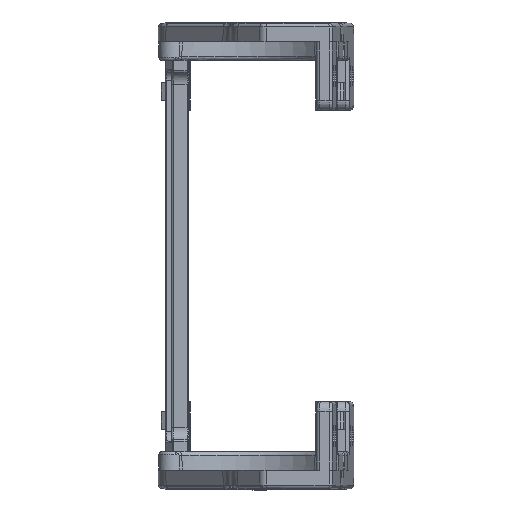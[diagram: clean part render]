
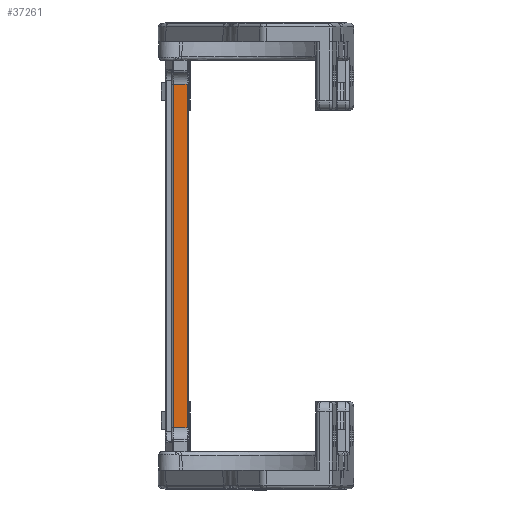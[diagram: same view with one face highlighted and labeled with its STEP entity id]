
A CAD part, left-side view. The second image highlights one B-rep face of the part: STEP entity #37261.
In plain terms, the highlighted planar face has unit normal (-1, 0, 0).
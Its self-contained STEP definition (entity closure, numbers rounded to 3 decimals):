
#1507 = DIRECTION ( 'NONE',  ( 0., 0., 1. ) ) ;
#7074 = FACE_OUTER_BOUND ( 'NONE', #7391, .T. ) ;
#7391 = EDGE_LOOP ( 'NONE', ( #65523, #79444, #73698, #76090 ) ) ;
#14425 = CARTESIAN_POINT ( 'NONE',  ( -141.824, 197.704, 6.147 ) ) ;
#18106 = DIRECTION ( 'NONE',  ( 0., 1., 0. ) ) ;
#18407 = EDGE_CURVE ( 'NONE', #24264, #63687, #57477, .T. ) ;
#20115 = VECTOR ( 'NONE', #1507, 1000. ) ;
#24264 = VERTEX_POINT ( 'NONE', #78640 ) ;
#24646 = EDGE_CURVE ( 'NONE', #63687, #36127, #35824, .T. ) ;
#24938 = EDGE_CURVE ( 'NONE', #68299, #24264, #32377, .T. ) ;
#28263 = EDGE_CURVE ( 'NONE', #68299, #36127, #85716, .T. ) ;
#32377 = LINE ( 'NONE', #36900, #20115 ) ;
#35824 = LINE ( 'NONE', #90350, #49280 ) ;
#36127 = VERTEX_POINT ( 'NONE', #14425 ) ;
#36900 = CARTESIAN_POINT ( 'NONE',  ( -141.824, 193.216, 117.647 ) ) ;
#37261 = ADVANCED_FACE ( 'NONE', ( #7074 ), #58921, .T. ) ;
#42906 = CARTESIAN_POINT ( 'NONE',  ( -141.824, 197.704, 116.847 ) ) ;
#43985 = CARTESIAN_POINT ( 'NONE',  ( -141.824, 98.254, 23.297 ) ) ;
#48380 = AXIS2_PLACEMENT_3D ( 'NONE', #43985, #73324, #51143 ) ;
#49280 = VECTOR ( 'NONE', #89724, 1000. ) ;
#51143 = DIRECTION ( 'NONE',  ( 0., 0., 1. ) ) ;
#57477 = LINE ( 'NONE', #90175, #59740 ) ;
#58921 = PLANE ( 'NONE',  #48380 ) ;
#59740 = VECTOR ( 'NONE', #82651, 1000. ) ;
#60910 = CARTESIAN_POINT ( 'NONE',  ( -141.824, 98.254, 6.147 ) ) ;
#63687 = VERTEX_POINT ( 'NONE', #42906 ) ;
#65523 = ORIENTED_EDGE ( 'NONE', *, *, #24646, .T. ) ;
#68299 = VERTEX_POINT ( 'NONE', #74507 ) ;
#73324 = DIRECTION ( 'NONE',  ( -1., 0., 0. ) ) ;
#73698 = ORIENTED_EDGE ( 'NONE', *, *, #24938, .T. ) ;
#74507 = CARTESIAN_POINT ( 'NONE',  ( -141.824, 193.216, 6.147 ) ) ;
#76090 = ORIENTED_EDGE ( 'NONE', *, *, #18407, .T. ) ;
#78640 = CARTESIAN_POINT ( 'NONE',  ( -141.824, 193.216, 116.847 ) ) ;
#78991 = VECTOR ( 'NONE', #18106, 1000. ) ;
#79444 = ORIENTED_EDGE ( 'NONE', *, *, #28263, .F. ) ;
#82651 = DIRECTION ( 'NONE',  ( 0., 1., 0. ) ) ;
#85716 = LINE ( 'NONE', #60910, #78991 ) ;
#89724 = DIRECTION ( 'NONE',  ( 0., 0., -1. ) ) ;
#90175 = CARTESIAN_POINT ( 'NONE',  ( -141.824, 98.254, 116.847 ) ) ;
#90350 = CARTESIAN_POINT ( 'NONE',  ( -141.824, 197.704, 23.297 ) ) ;
